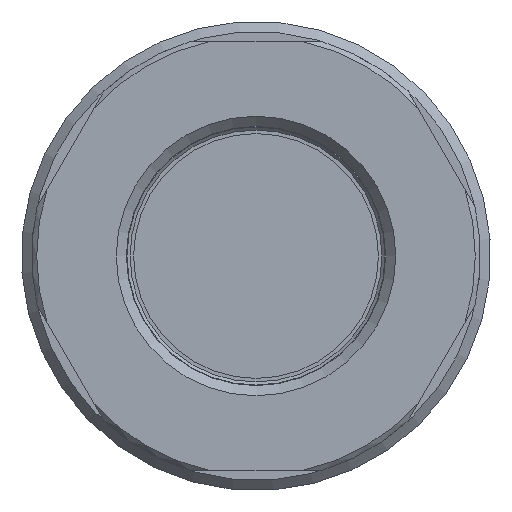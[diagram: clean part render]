
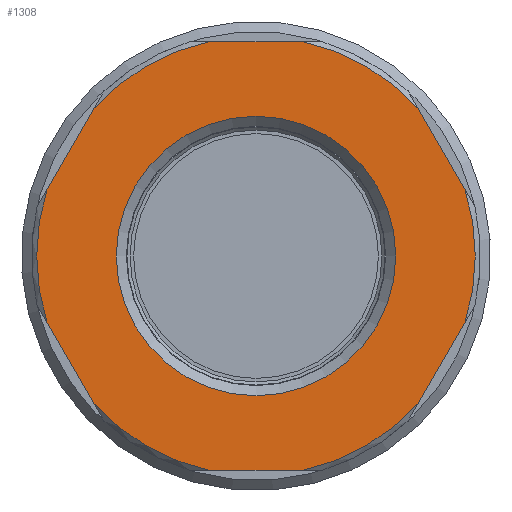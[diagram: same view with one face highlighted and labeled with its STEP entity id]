
A CAD part, left-side view. The second image highlights one B-rep face of the part: STEP entity #1308.
In plain terms, the highlighted planar face has unit normal (-1, 0, 0).
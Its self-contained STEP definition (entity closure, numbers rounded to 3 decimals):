
#116=FACE_BOUND('',#395,.T.);
#149=LINE('',#2233,#205);
#150=LINE('',#2237,#206);
#151=LINE('',#2241,#207);
#152=LINE('',#2245,#208);
#153=LINE('',#2249,#209);
#154=LINE('',#2253,#210);
#205=VECTOR('',#1800,10.);
#206=VECTOR('',#1803,10.);
#207=VECTOR('',#1806,10.);
#208=VECTOR('',#1809,10.);
#209=VECTOR('',#1812,10.);
#210=VECTOR('',#1815,10.);
#306=FACE_OUTER_BOUND('',#394,.T.);
#394=EDGE_LOOP('',(#1079,#1080,#1081,#1082,#1083,#1084,#1085,#1086,#1087,
#1088,#1089,#1090));
#395=EDGE_LOOP('',(#1091));
#488=CIRCLE('',#1472,6.85);
#489=CIRCLE('',#1475,10.75);
#490=CIRCLE('',#1476,10.75);
#491=CIRCLE('',#1477,10.75);
#492=CIRCLE('',#1478,10.75);
#493=CIRCLE('',#1479,10.75);
#494=CIRCLE('',#1480,10.75);
#592=VERTEX_POINT('',#2225);
#593=VERTEX_POINT('',#2231);
#594=VERTEX_POINT('',#2232);
#595=VERTEX_POINT('',#2234);
#596=VERTEX_POINT('',#2236);
#597=VERTEX_POINT('',#2238);
#598=VERTEX_POINT('',#2240);
#599=VERTEX_POINT('',#2242);
#600=VERTEX_POINT('',#2244);
#601=VERTEX_POINT('',#2246);
#602=VERTEX_POINT('',#2248);
#603=VERTEX_POINT('',#2250);
#604=VERTEX_POINT('',#2252);
#762=EDGE_CURVE('',#592,#592,#488,.T.);
#764=EDGE_CURVE('',#593,#594,#149,.T.);
#765=EDGE_CURVE('',#595,#594,#489,.T.);
#766=EDGE_CURVE('',#595,#596,#150,.T.);
#767=EDGE_CURVE('',#597,#596,#490,.T.);
#768=EDGE_CURVE('',#597,#598,#151,.T.);
#769=EDGE_CURVE('',#599,#598,#491,.T.);
#770=EDGE_CURVE('',#599,#600,#152,.T.);
#771=EDGE_CURVE('',#601,#600,#492,.T.);
#772=EDGE_CURVE('',#601,#602,#153,.T.);
#773=EDGE_CURVE('',#603,#602,#493,.T.);
#774=EDGE_CURVE('',#603,#604,#154,.T.);
#775=EDGE_CURVE('',#593,#604,#494,.T.);
#1079=ORIENTED_EDGE('',*,*,#764,.T.);
#1080=ORIENTED_EDGE('',*,*,#765,.F.);
#1081=ORIENTED_EDGE('',*,*,#766,.T.);
#1082=ORIENTED_EDGE('',*,*,#767,.F.);
#1083=ORIENTED_EDGE('',*,*,#768,.T.);
#1084=ORIENTED_EDGE('',*,*,#769,.F.);
#1085=ORIENTED_EDGE('',*,*,#770,.T.);
#1086=ORIENTED_EDGE('',*,*,#771,.F.);
#1087=ORIENTED_EDGE('',*,*,#772,.T.);
#1088=ORIENTED_EDGE('',*,*,#773,.F.);
#1089=ORIENTED_EDGE('',*,*,#774,.T.);
#1090=ORIENTED_EDGE('',*,*,#775,.F.);
#1091=ORIENTED_EDGE('',*,*,#762,.F.);
#1247=PLANE('',#1474);
#1308=ADVANCED_FACE('',(#306,#116),#1247,.T.);
#1472=AXIS2_PLACEMENT_3D('',#2227,#1793,#1794);
#1474=AXIS2_PLACEMENT_3D('',#2230,#1798,#1799);
#1475=AXIS2_PLACEMENT_3D('',#2235,#1801,#1802);
#1476=AXIS2_PLACEMENT_3D('',#2239,#1804,#1805);
#1477=AXIS2_PLACEMENT_3D('',#2243,#1807,#1808);
#1478=AXIS2_PLACEMENT_3D('',#2247,#1810,#1811);
#1479=AXIS2_PLACEMENT_3D('',#2251,#1813,#1814);
#1480=AXIS2_PLACEMENT_3D('',#2254,#1816,#1817);
#1793=DIRECTION('center_axis',(-1.,0.,0.));
#1794=DIRECTION('ref_axis',(0.,0.,-1.));
#1798=DIRECTION('center_axis',(-1.,0.,0.));
#1799=DIRECTION('ref_axis',(0.,0.,1.));
#1800=DIRECTION('',(0.,-0.5,-0.866));
#1801=DIRECTION('center_axis',(1.,0.,0.));
#1802=DIRECTION('ref_axis',(0.,-1.,0.));
#1803=DIRECTION('',(0.,-1.,0.));
#1804=DIRECTION('center_axis',(1.,0.,0.));
#1805=DIRECTION('ref_axis',(0.,-1.,0.));
#1806=DIRECTION('',(0.,-0.5,0.866));
#1807=DIRECTION('center_axis',(1.,0.,0.));
#1808=DIRECTION('ref_axis',(0.,-1.,0.));
#1809=DIRECTION('',(0.,0.5,0.866));
#1810=DIRECTION('center_axis',(1.,0.,0.));
#1811=DIRECTION('ref_axis',(0.,-1.,0.));
#1812=DIRECTION('',(0.,1.,0.));
#1813=DIRECTION('center_axis',(1.,0.,0.));
#1814=DIRECTION('ref_axis',(0.,-1.,0.));
#1815=DIRECTION('',(0.,0.5,-0.866));
#1816=DIRECTION('center_axis',(1.,0.,0.));
#1817=DIRECTION('ref_axis',(0.,-1.,0.));
#2225=CARTESIAN_POINT('',(0.,0.,6.85));
#2227=CARTESIAN_POINT('Origin',(0.,0.,0.));
#2230=CARTESIAN_POINT('Origin',(0.,0.,0.));
#2231=CARTESIAN_POINT('',(0.,10.246,-3.254));
#2232=CARTESIAN_POINT('',(0.,7.941,-7.246));
#2233=CARTESIAN_POINT('',(0.,10.609,-2.625));
#2234=CARTESIAN_POINT('',(0.,2.305,-10.5));
#2235=CARTESIAN_POINT('Origin',(0.,0.,0.));
#2236=CARTESIAN_POINT('',(0.,-2.305,-10.5));
#2237=CARTESIAN_POINT('',(0.,3.031,-10.5));
#2238=CARTESIAN_POINT('',(0.,-7.941,-7.246));
#2239=CARTESIAN_POINT('Origin',(0.,0.,0.));
#2240=CARTESIAN_POINT('',(0.,-10.246,-3.254));
#2241=CARTESIAN_POINT('',(0.,-7.578,-7.875));
#2242=CARTESIAN_POINT('',(0.,-10.246,3.254));
#2243=CARTESIAN_POINT('Origin',(0.,0.,0.));
#2244=CARTESIAN_POINT('',(0.,-7.941,7.246));
#2245=CARTESIAN_POINT('',(0.,-10.609,2.625));
#2246=CARTESIAN_POINT('',(0.,-2.305,10.5));
#2247=CARTESIAN_POINT('Origin',(0.,0.,0.));
#2248=CARTESIAN_POINT('',(0.,2.305,10.5));
#2249=CARTESIAN_POINT('',(0.,-3.031,10.5));
#2250=CARTESIAN_POINT('',(0.,7.941,7.246));
#2251=CARTESIAN_POINT('Origin',(0.,0.,0.));
#2252=CARTESIAN_POINT('',(0.,10.246,3.254));
#2253=CARTESIAN_POINT('',(0.,7.578,7.875));
#2254=CARTESIAN_POINT('Origin',(0.,0.,0.));
